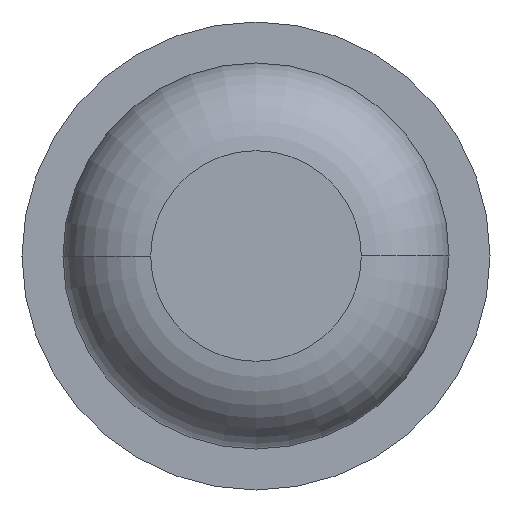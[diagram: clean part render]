
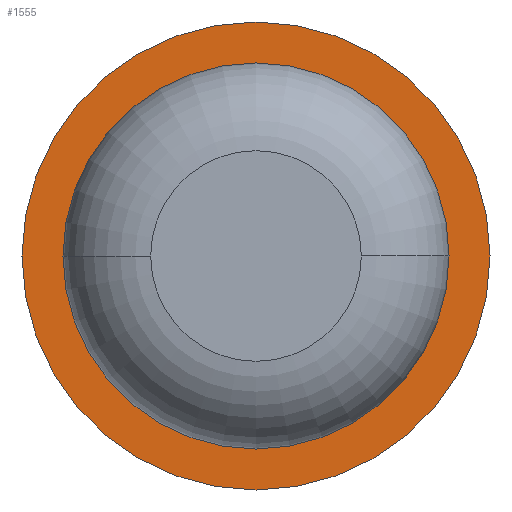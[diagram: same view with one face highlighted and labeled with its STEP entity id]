
A CAD part, front view. The second image highlights one B-rep face of the part: STEP entity #1555.
In plain terms, the highlighted planar face has unit normal (0, -1, 0).
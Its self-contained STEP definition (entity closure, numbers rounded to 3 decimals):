
#38 = ORIENTED_EDGE ( 'NONE', *, *, #1690, .T. ) ;
#160 = EDGE_LOOP ( 'NONE', ( #2511, #2066 ) ) ;
#229 = ORIENTED_EDGE ( 'NONE', *, *, #1115, .T. ) ;
#265 = VERTEX_POINT ( 'NONE', #1718 ) ;
#285 = CARTESIAN_POINT ( 'NONE',  ( 0., -6., 0. ) ) ;
#311 = DIRECTION ( 'NONE',  ( -1., 0., 0. ) ) ;
#313 = DIRECTION ( 'NONE',  ( -1., 0., 0. ) ) ;
#401 = CIRCLE ( 'NONE', #3138, 0.825 ) ;
#421 = DIRECTION ( 'NONE',  ( -1., 0., 0. ) ) ;
#625 = AXIS2_PLACEMENT_3D ( 'NONE', #1708, #3260, #421 ) ;
#654 = EDGE_CURVE ( 'Defeature ausgef�hrt1_8+Defeature ausgef�hrt1_7+Defeature ausgef�hrt1_7+Defeature ausgef�hrt1_7', #3064, #3504, #3620, .T. ) ;
#655 = CARTESIAN_POINT ( 'NONE',  ( 0.825, -6., 0. ) ) ;
#1099 = CARTESIAN_POINT ( 'NONE',  ( 0.825, -6., 0. ) ) ;
#1115 = EDGE_CURVE ( 'Defeature ausgef�hrt1_7+Defeature ausgef�hrt1_0+Defeature ausgef�hrt1_0+Defeature ausgef�hrt1_0', #2601, #265, #2339, .T. ) ;
#1336 = EDGE_CURVE ( 'Defeature ausgef�hrt1_8+Defeature ausgef�hrt1_7+Defeature ausgef�hrt1_7+Defeature ausgef�hrt1_7', #3504, #3064, #2661, .T. ) ;
#1413 = DIRECTION ( 'NONE',  ( -1., 0., 0. ) ) ;
#1538 = AXIS2_PLACEMENT_3D ( 'NONE', #1099, #3300, #1413 ) ;
#1555 = ADVANCED_FACE ( 'Defeature ausgef�hrt1_7', ( #2085, #2529 ), #2987, .F. ) ;
#1602 = DIRECTION ( 'NONE',  ( 0., 1., 0. ) ) ;
#1690 = EDGE_CURVE ( 'Defeature ausgef�hrt1_7+Defeature ausgef�hrt1_0+Defeature ausgef�hrt1_0+Defeature ausgef�hrt1_0', #265, #2601, #401, .T. ) ;
#1708 = CARTESIAN_POINT ( 'NONE',  ( 0., -6., 0. ) ) ;
#1718 = CARTESIAN_POINT ( 'NONE',  ( -0.825, -6., 0. ) ) ;
#2066 = ORIENTED_EDGE ( 'NONE', *, *, #1336, .F. ) ;
#2085 = FACE_OUTER_BOUND ( 'NONE', #160, .T. ) ;
#2211 = DIRECTION ( 'NONE',  ( 0., 1., 0. ) ) ;
#2339 = CIRCLE ( 'NONE', #625, 0.825 ) ;
#2434 = DIRECTION ( 'NONE',  ( 0., 1., 0. ) ) ;
#2510 = CARTESIAN_POINT ( 'NONE',  ( 1., -6., 0. ) ) ;
#2511 = ORIENTED_EDGE ( 'NONE', *, *, #654, .F. ) ;
#2529 = FACE_BOUND ( 'NONE', #3563, .T. ) ;
#2563 = CARTESIAN_POINT ( 'NONE',  ( -1., -6., 0. ) ) ;
#2601 = VERTEX_POINT ( 'NONE', #655 ) ;
#2661 = CIRCLE ( 'NONE', #3010, 1. ) ;
#2721 = DIRECTION ( 'NONE',  ( -1., 0., 0. ) ) ;
#2818 = AXIS2_PLACEMENT_3D ( 'NONE', #285, #1602, #313 ) ;
#2987 = PLANE ( 'NONE',  #1538 ) ;
#3010 = AXIS2_PLACEMENT_3D ( 'NONE', #3449, #2211, #311 ) ;
#3064 = VERTEX_POINT ( 'NONE', #2563 ) ;
#3138 = AXIS2_PLACEMENT_3D ( 'NONE', #3981, #2434, #2721 ) ;
#3260 = DIRECTION ( 'NONE',  ( 0., 1., 0. ) ) ;
#3300 = DIRECTION ( 'NONE',  ( 0., 1., 0. ) ) ;
#3449 = CARTESIAN_POINT ( 'NONE',  ( 0., -6., 0. ) ) ;
#3504 = VERTEX_POINT ( 'NONE', #2510 ) ;
#3563 = EDGE_LOOP ( 'NONE', ( #38, #229 ) ) ;
#3620 = CIRCLE ( 'NONE', #2818, 1. ) ;
#3981 = CARTESIAN_POINT ( 'NONE',  ( 0., -6., 0. ) ) ;
